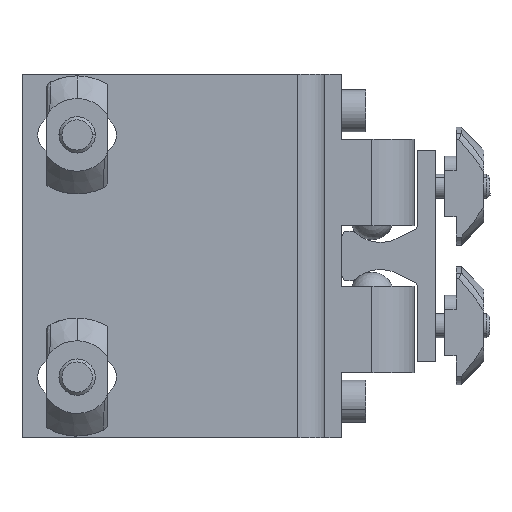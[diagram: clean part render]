
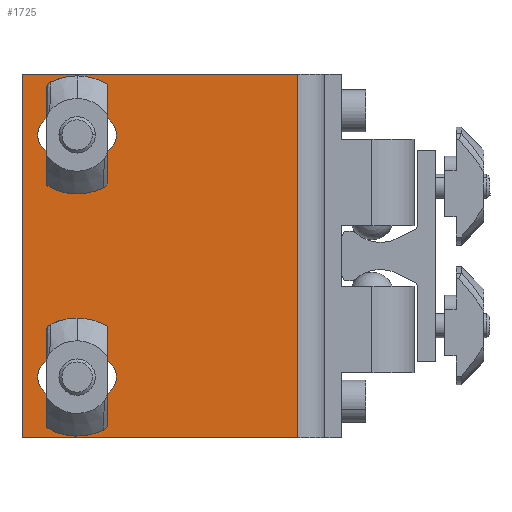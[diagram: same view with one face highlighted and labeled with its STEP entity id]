
A CAD part, front view. The second image highlights one B-rep face of the part: STEP entity #1725.
In plain terms, the highlighted planar face has unit normal (0, -1, 0).
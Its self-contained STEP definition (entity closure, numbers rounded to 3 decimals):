
#95 = DIRECTION ( 'NONE',  ( 0., 1., 0. ) ) ;
#160 = EDGE_CURVE ( 'NONE', #5091, #5527, #6116, .T. ) ;
#201 = CARTESIAN_POINT ( 'NONE',  ( -19.15, -2.5, 20. ) ) ;
#292 = CIRCLE ( 'NONE', #4982, 3.25 ) ;
#400 = VERTEX_POINT ( 'NONE', #6216 ) ;
#404 = FACE_OUTER_BOUND ( 'NONE', #2879, .T. ) ;
#468 = VERTEX_POINT ( 'NONE', #4780 ) ;
#487 = VERTEX_POINT ( 'NONE', #783 ) ;
#702 = EDGE_CURVE ( 'NONE', #5527, #487, #292, .T. ) ;
#783 = CARTESIAN_POINT ( 'NONE',  ( -19.15, -2.5, 23.25 ) ) ;
#786 = DIRECTION ( 'NONE',  ( 0., 0., -1. ) ) ;
#808 = VERTEX_POINT ( 'NONE', #1392 ) ;
#823 = ORIENTED_EDGE ( 'NONE', *, *, #702, .T. ) ;
#854 = EDGE_CURVE ( 'NONE', #5175, #808, #924, .T. ) ;
#906 = DIRECTION ( 'NONE',  ( 1., 0., 0. ) ) ;
#924 = LINE ( 'NONE', #1987, #3817 ) ;
#977 = ORIENTED_EDGE ( 'NONE', *, *, #5451, .T. ) ;
#1041 = AXIS2_PLACEMENT_3D ( 'NONE', #4114, #95, #4143 ) ;
#1122 = VECTOR ( 'NONE', #5634, 1000. ) ;
#1189 = DIRECTION ( 'NONE',  ( 0., 1., 0. ) ) ;
#1211 = VERTEX_POINT ( 'NONE', #5492 ) ;
#1243 = EDGE_CURVE ( 'NONE', #3147, #400, #3808, .T. ) ;
#1317 = VECTOR ( 'NONE', #2632, 1000. ) ;
#1392 = CARTESIAN_POINT ( 'NONE',  ( -25., -2.5, -30. ) ) ;
#1725 = ADVANCED_FACE ( 'NONE', ( #3293, #6364, #404 ), #6434, .F. ) ;
#1758 = EDGE_CURVE ( 'NONE', #468, #2057, #3468, .T. ) ;
#1845 = DIRECTION ( 'NONE',  ( 0., 1., 0. ) ) ;
#1936 = CIRCLE ( 'NONE', #5692, 3.25 ) ;
#1944 = AXIS2_PLACEMENT_3D ( 'NONE', #5319, #1845, #5901 ) ;
#1969 = DIRECTION ( 'NONE',  ( 0., 1., 0. ) ) ;
#1987 = CARTESIAN_POINT ( 'NONE',  ( -25., -2.5, -30. ) ) ;
#2057 = VERTEX_POINT ( 'NONE', #4654 ) ;
#2288 = ORIENTED_EDGE ( 'NONE', *, *, #1243, .T. ) ;
#2375 = VERTEX_POINT ( 'NONE', #3869 ) ;
#2433 = ORIENTED_EDGE ( 'NONE', *, *, #5345, .T. ) ;
#2438 = CARTESIAN_POINT ( 'NONE',  ( 20.5, -2.5, -30. ) ) ;
#2520 = ORIENTED_EDGE ( 'NONE', *, *, #3422, .F. ) ;
#2632 = DIRECTION ( 'NONE',  ( -1., 0., 0. ) ) ;
#2671 = VECTOR ( 'NONE', #6478, 1000. ) ;
#2684 = VERTEX_POINT ( 'NONE', #4712 ) ;
#2727 = VECTOR ( 'NONE', #3444, 1000. ) ;
#2756 = CARTESIAN_POINT ( 'NONE',  ( -25., -2.5, 30. ) ) ;
#2763 = ORIENTED_EDGE ( 'NONE', *, *, #4251, .T. ) ;
#2879 = EDGE_LOOP ( 'NONE', ( #5743, #4052, #2520, #4990 ) ) ;
#3026 = EDGE_CURVE ( 'NONE', #2684, #5091, #1936, .T. ) ;
#3082 = DIRECTION ( 'NONE',  ( 0., 0., 1. ) ) ;
#3094 = VECTOR ( 'NONE', #4704, 1000. ) ;
#3147 = VERTEX_POINT ( 'NONE', #6828 ) ;
#3293 = FACE_BOUND ( 'NONE', #3981, .T. ) ;
#3344 = EDGE_CURVE ( 'NONE', #5175, #1211, #5751, .T. ) ;
#3422 = EDGE_CURVE ( 'NONE', #808, #2375, #3852, .T. ) ;
#3444 = DIRECTION ( 'NONE',  ( 1., 0., 0. ) ) ;
#3468 = LINE ( 'NONE', #5884, #3094 ) ;
#3808 = LINE ( 'NONE', #4359, #5327 ) ;
#3817 = VECTOR ( 'NONE', #4859, 1000. ) ;
#3852 = LINE ( 'NONE', #6545, #6743 ) ;
#3869 = CARTESIAN_POINT ( 'NONE',  ( -25., -2.5, 30. ) ) ;
#3957 = ORIENTED_EDGE ( 'NONE', *, *, #3026, .T. ) ;
#3981 = EDGE_LOOP ( 'NONE', ( #5721, #823, #2763, #3957 ) ) ;
#4052 = ORIENTED_EDGE ( 'NONE', *, *, #6712, .F. ) ;
#4114 = CARTESIAN_POINT ( 'NONE',  ( 0., -2.5, 0. ) ) ;
#4143 = DIRECTION ( 'NONE',  ( 0., 0., 1. ) ) ;
#4249 = DIRECTION ( 'NONE',  ( 0., 1., 0. ) ) ;
#4251 = EDGE_CURVE ( 'NONE', #487, #2684, #7088, .T. ) ;
#4349 = EDGE_LOOP ( 'NONE', ( #6107, #2433, #2288, #977 ) ) ;
#4359 = CARTESIAN_POINT ( 'NONE',  ( -19.15, -2.5, -16.75 ) ) ;
#4387 = AXIS2_PLACEMENT_3D ( 'NONE', #4629, #1189, #5215 ) ;
#4629 = CARTESIAN_POINT ( 'NONE',  ( -19.15, -2.5, -20. ) ) ;
#4654 = CARTESIAN_POINT ( 'NONE',  ( -19.15, -2.5, -23.25 ) ) ;
#4704 = DIRECTION ( 'NONE',  ( -1., 0., 0. ) ) ;
#4712 = CARTESIAN_POINT ( 'NONE',  ( -12.65, -2.5, 23.25 ) ) ;
#4780 = CARTESIAN_POINT ( 'NONE',  ( -12.65, -2.5, -23.25 ) ) ;
#4859 = DIRECTION ( 'NONE',  ( -1., 0., 0. ) ) ;
#4982 = AXIS2_PLACEMENT_3D ( 'NONE', #201, #4249, #786 ) ;
#4990 = ORIENTED_EDGE ( 'NONE', *, *, #854, .F. ) ;
#5030 = CARTESIAN_POINT ( 'NONE',  ( -19.15, -2.5, 23.25 ) ) ;
#5091 = VERTEX_POINT ( 'NONE', #6260 ) ;
#5175 = VERTEX_POINT ( 'NONE', #5633 ) ;
#5215 = DIRECTION ( 'NONE',  ( 0., 0., 1. ) ) ;
#5319 = CARTESIAN_POINT ( 'NONE',  ( -12.65, -2.5, -20. ) ) ;
#5327 = VECTOR ( 'NONE', #906, 1000. ) ;
#5345 = EDGE_CURVE ( 'NONE', #2057, #3147, #5771, .T. ) ;
#5441 = CARTESIAN_POINT ( 'NONE',  ( -12.65, -2.5, 20. ) ) ;
#5451 = EDGE_CURVE ( 'NONE', #400, #468, #6036, .T. ) ;
#5492 = CARTESIAN_POINT ( 'NONE',  ( 20.5, -2.5, 30. ) ) ;
#5527 = VERTEX_POINT ( 'NONE', #5822 ) ;
#5627 = LINE ( 'NONE', #2756, #2727 ) ;
#5633 = CARTESIAN_POINT ( 'NONE',  ( 20.5, -2.5, -30. ) ) ;
#5634 = DIRECTION ( 'NONE',  ( 1., 0., 0. ) ) ;
#5692 = AXIS2_PLACEMENT_3D ( 'NONE', #5441, #1969, #6024 ) ;
#5721 = ORIENTED_EDGE ( 'NONE', *, *, #160, .T. ) ;
#5743 = ORIENTED_EDGE ( 'NONE', *, *, #3344, .T. ) ;
#5751 = LINE ( 'NONE', #2438, #2671 ) ;
#5771 = CIRCLE ( 'NONE', #4387, 3.25 ) ;
#5822 = CARTESIAN_POINT ( 'NONE',  ( -19.15, -2.5, 16.75 ) ) ;
#5884 = CARTESIAN_POINT ( 'NONE',  ( -19.15, -2.5, -23.25 ) ) ;
#5901 = DIRECTION ( 'NONE',  ( 0., 0., 1. ) ) ;
#6024 = DIRECTION ( 'NONE',  ( 0., 0., -1. ) ) ;
#6036 = CIRCLE ( 'NONE', #1944, 3.25 ) ;
#6091 = CARTESIAN_POINT ( 'NONE',  ( -19.15, -2.5, 16.75 ) ) ;
#6107 = ORIENTED_EDGE ( 'NONE', *, *, #1758, .T. ) ;
#6116 = LINE ( 'NONE', #6091, #1317 ) ;
#6216 = CARTESIAN_POINT ( 'NONE',  ( -12.65, -2.5, -16.75 ) ) ;
#6260 = CARTESIAN_POINT ( 'NONE',  ( -12.65, -2.5, 16.75 ) ) ;
#6364 = FACE_BOUND ( 'NONE', #4349, .T. ) ;
#6434 = PLANE ( 'NONE',  #1041 ) ;
#6478 = DIRECTION ( 'NONE',  ( 0., 0., 1. ) ) ;
#6545 = CARTESIAN_POINT ( 'NONE',  ( -25., -2.5, -30. ) ) ;
#6712 = EDGE_CURVE ( 'NONE', #2375, #1211, #5627, .T. ) ;
#6743 = VECTOR ( 'NONE', #3082, 1000. ) ;
#6828 = CARTESIAN_POINT ( 'NONE',  ( -19.15, -2.5, -16.75 ) ) ;
#7088 = LINE ( 'NONE', #5030, #1122 ) ;
